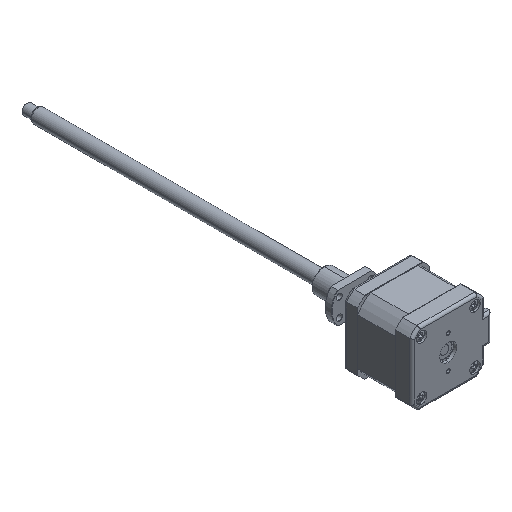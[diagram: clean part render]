
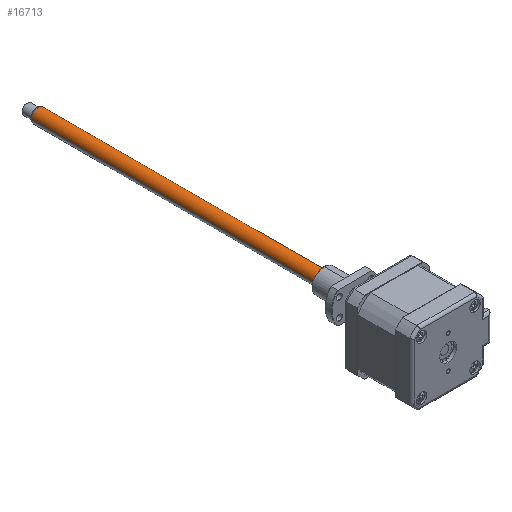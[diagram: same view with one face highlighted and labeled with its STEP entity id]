
A CAD part, isometric view. The second image highlights one B-rep face of the part: STEP entity #16713.
In plain terms, the highlighted cylindrical face has radius 4 mm (diameter 8 mm), a partial arc.
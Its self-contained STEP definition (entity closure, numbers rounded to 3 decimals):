
#690 = DIRECTION ( 'NONE',  ( 0., -1., 0. ) ) ;
#3341 = EDGE_CURVE ( 'NONE', #39530, #13530, #45209, .T. ) ;
#4382 = DIRECTION ( 'NONE',  ( -1., 0., 0. ) ) ;
#4433 = CARTESIAN_POINT ( 'NONE',  ( -4.709, 217.843, 16.638 ) ) ;
#4888 = ORIENTED_EDGE ( 'NONE', *, *, #6704, .T. ) ;
#6424 = ORIENTED_EDGE ( 'NONE', *, *, #3341, .T. ) ;
#6704 = EDGE_CURVE ( 'NONE', #37826, #39530, #20736, .T. ) ;
#8837 = LINE ( 'NONE', #16654, #24274 ) ;
#9927 = DIRECTION ( 'NONE',  ( 1., 0., 0. ) ) ;
#10879 = CIRCLE ( 'NONE', #32394, 4. ) ;
#13313 = CARTESIAN_POINT ( 'NONE',  ( -4.709, 216.843, 16.638 ) ) ;
#13530 = VERTEX_POINT ( 'NONE', #20985 ) ;
#15086 = CARTESIAN_POINT ( 'NONE',  ( -4.709, 17.843, 16.638 ) ) ;
#16654 = CARTESIAN_POINT ( 'NONE',  ( -0.709, 217.843, 16.638 ) ) ;
#16713 = ADVANCED_FACE ( 'NONE', ( #36018 ), #21616, .T. ) ;
#17487 = AXIS2_PLACEMENT_3D ( 'NONE', #4433, #690, #32607 ) ;
#18654 = DIRECTION ( 'NONE',  ( 0., -1., 0. ) ) ;
#20736 = CIRCLE ( 'NONE', #33322, 4. ) ;
#20985 = CARTESIAN_POINT ( 'NONE',  ( -8.709, 17.843, 16.638 ) ) ;
#21616 = CYLINDRICAL_SURFACE ( 'NONE', #17487, 4. ) ;
#24274 = VECTOR ( 'NONE', #41467, 1000. ) ;
#24699 = VERTEX_POINT ( 'NONE', #38650 ) ;
#25158 = EDGE_LOOP ( 'NONE', ( #41950, #4888, #6424, #29966 ) ) ;
#26043 = EDGE_CURVE ( 'NONE', #37826, #24699, #8837, .T. ) ;
#29801 = CARTESIAN_POINT ( 'NONE',  ( -0.709, 216.843, 16.638 ) ) ;
#29966 = ORIENTED_EDGE ( 'NONE', *, *, #38242, .F. ) ;
#32394 = AXIS2_PLACEMENT_3D ( 'NONE', #15086, #18654, #4382 ) ;
#32607 = DIRECTION ( 'NONE',  ( -1., 0., 0. ) ) ;
#33322 = AXIS2_PLACEMENT_3D ( 'NONE', #13313, #34654, #9927 ) ;
#34654 = DIRECTION ( 'NONE',  ( 0., -1., 0. ) ) ;
#35823 = VECTOR ( 'NONE', #42341, 1000. ) ;
#36018 = FACE_OUTER_BOUND ( 'NONE', #25158, .T. ) ;
#36329 = CARTESIAN_POINT ( 'NONE',  ( -8.709, 216.843, 16.638 ) ) ;
#37826 = VERTEX_POINT ( 'NONE', #29801 ) ;
#37976 = CARTESIAN_POINT ( 'NONE',  ( -8.709, 217.843, 16.638 ) ) ;
#38242 = EDGE_CURVE ( 'NONE', #24699, #13530, #10879, .T. ) ;
#38650 = CARTESIAN_POINT ( 'NONE',  ( -0.709, 17.843, 16.638 ) ) ;
#39530 = VERTEX_POINT ( 'NONE', #36329 ) ;
#41467 = DIRECTION ( 'NONE',  ( 0., -1., 0. ) ) ;
#41950 = ORIENTED_EDGE ( 'NONE', *, *, #26043, .F. ) ;
#42341 = DIRECTION ( 'NONE',  ( 0., -1., 0. ) ) ;
#45209 = LINE ( 'NONE', #37976, #35823 ) ;
